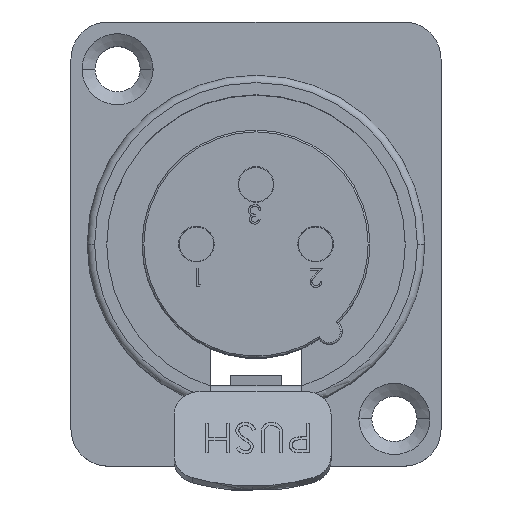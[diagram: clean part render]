
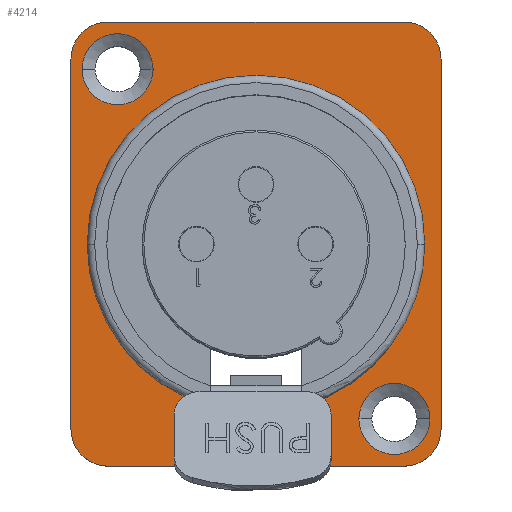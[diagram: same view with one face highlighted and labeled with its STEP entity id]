
A CAD part, top view. The second image highlights one B-rep face of the part: STEP entity #4214.
In plain terms, the highlighted planar face has unit normal (0, 0, 1).
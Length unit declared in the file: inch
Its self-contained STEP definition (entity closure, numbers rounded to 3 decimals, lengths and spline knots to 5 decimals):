
#589 = CARTESIAN_POINT ( 'NONE',  ( -0.5, -0.5, 0.092 ) ) ;
#597 = CARTESIAN_POINT ( 'NONE',  ( -0.4, 0.6, 0.092 ) ) ;
#604 = CARTESIAN_POINT ( 'NONE',  ( 0.5, -0.5, 0.092 ) ) ;
#607 = CARTESIAN_POINT ( 'NONE',  ( 0.4, 0.6, 0.092 ) ) ;
#608 = CARTESIAN_POINT ( 'NONE',  ( 0.4, -0.6, 0.092 ) ) ;
#609 = CARTESIAN_POINT ( 'NONE',  ( 0.5, 0.5, 0.092 ) ) ;
#722 = CARTESIAN_POINT ( 'NONE',  ( 0.1235, -0.43896, 0.092 ) ) ;
#1650 = CIRCLE ( 'NONE', #8393, 0.1 ) ;
#1684 = LINE ( 'NONE', #8305, #1690 ) ;
#1688 = LINE ( 'NONE', #8250, #1721 ) ;
#1690 = VECTOR ( 'NONE', #8302, 39.37008 ) ;
#1692 = LINE ( 'NONE', #8294, #1694 ) ;
#1694 = VECTOR ( 'NONE', #8291, 39.37008 ) ;
#1696 = CIRCLE ( 'NONE', #8394, 0.096 ) ;
#1700 = LINE ( 'NONE', #8271, #1705 ) ;
#1705 = VECTOR ( 'NONE', #8269, 39.37008 ) ;
#1716 = CIRCLE ( 'NONE', #8391, 0.456 ) ;
#1721 = VECTOR ( 'NONE', #8254, 39.37008 ) ;
#1728 = CIRCLE ( 'NONE', #8383, 0.1 ) ;
#1730 = CIRCLE ( 'NONE', #8384, 0.1 ) ;
#1755 = CIRCLE ( 'NONE', #8373, 0.096 ) ;
#1762 = CIRCLE ( 'NONE', #8371, 0.1 ) ;
#2074 = CIRCLE ( 'NONE', #6927, 0.096 ) ;
#2085 = CIRCLE ( 'NONE', #6923, 0.096 ) ;
#2105 = CIRCLE ( 'NONE', #6911, 0.456 ) ;
#2115 = CIRCLE ( 'NONE', #6905, 0.456 ) ;
#2139 = CIRCLE ( 'NONE', #6902, 0.456 ) ;
#2315 = VERTEX_POINT ( 'NONE', #3781 ) ;
#2413 = VERTEX_POINT ( 'NONE', #3684 ) ;
#2417 = VERTEX_POINT ( 'NONE', #3680 ) ;
#2425 = VERTEX_POINT ( 'NONE', #3672 ) ;
#2441 = VERTEX_POINT ( 'NONE', #3656 ) ;
#2442 = VERTEX_POINT ( 'NONE', #3655 ) ;
#2443 = VERTEX_POINT ( 'NONE', #3654 ) ;
#2444 = VERTEX_POINT ( 'NONE', #3653 ) ;
#2729 = EDGE_LOOP ( 'NONE', ( #2866, #2867, #2868, #2869 ) ) ;
#2730 = EDGE_LOOP ( 'NONE', ( #2856, #2857 ) ) ;
#2731 = EDGE_LOOP ( 'NONE', ( #2854, #2855 ) ) ;
#2734 = EDGE_LOOP ( 'NONE', ( #2858, #2859, #2860, #2861, #2862, #2863, #2864, #2865 ) ) ;
#2854 = ORIENTED_EDGE ( 'NONE', *, *, #7139, .T. ) ;
#2855 = ORIENTED_EDGE ( 'NONE', *, *, #7505, .T. ) ;
#2856 = ORIENTED_EDGE ( 'NONE', *, *, #7125, .T. ) ;
#2857 = ORIENTED_EDGE ( 'NONE', *, *, #7466, .T. ) ;
#2858 = ORIENTED_EDGE ( 'NONE', *, *, #7510, .T. ) ;
#2859 = ORIENTED_EDGE ( 'NONE', *, *, #7468, .T. ) ;
#2860 = ORIENTED_EDGE ( 'NONE', *, *, #7486, .T. ) ;
#2861 = ORIENTED_EDGE ( 'NONE', *, *, #7464, .T. ) ;
#2862 = ORIENTED_EDGE ( 'NONE', *, *, #7465, .T. ) ;
#2863 = ORIENTED_EDGE ( 'NONE', *, *, #7476, .T. ) ;
#2864 = ORIENTED_EDGE ( 'NONE', *, *, #7484, .T. ) ;
#2865 = ORIENTED_EDGE ( 'NONE', *, *, #7462, .T. ) ;
#2866 = ORIENTED_EDGE ( 'NONE', *, *, #7195, .F. ) ;
#2867 = ORIENTED_EDGE ( 'NONE', *, *, #7209, .F. ) ;
#2868 = ORIENTED_EDGE ( 'NONE', *, *, #7178, .F. ) ;
#2869 = ORIENTED_EDGE ( 'NONE', *, *, #7474, .F. ) ;
#3509 = CARTESIAN_POINT ( 'NONE',  ( -0.4, -0.6, 0.092 ) ) ;
#3653 = CARTESIAN_POINT ( 'NONE',  ( 0.47, -0.4725, 0.092 ) ) ;
#3654 = CARTESIAN_POINT ( 'NONE',  ( 0.278, -0.4725, 0.092 ) ) ;
#3655 = CARTESIAN_POINT ( 'NONE',  ( -0.278, 0.4725, 0.092 ) ) ;
#3656 = CARTESIAN_POINT ( 'NONE',  ( -0.47, 0.4725, 0.092 ) ) ;
#3672 = CARTESIAN_POINT ( 'NONE',  ( 0.456, 0., 0.092 ) ) ;
#3680 = CARTESIAN_POINT ( 'NONE',  ( -0.456, 0., 0.092 ) ) ;
#3684 = CARTESIAN_POINT ( 'NONE',  ( -0.1235, -0.43896, 0.092 ) ) ;
#3781 = CARTESIAN_POINT ( 'NONE',  ( -0.5, 0.5, 0.092 ) ) ;
#3956 = VERTEX_POINT ( 'NONE', #3509 ) ;
#4214 = ADVANCED_FACE ( 'NONE', ( #8616, #8623, #8619, #8613 ), #9584, .T. ) ;
#5124 = VERTEX_POINT ( 'NONE', #722 ) ;
#5330 = VERTEX_POINT ( 'NONE', #607 ) ;
#5332 = VERTEX_POINT ( 'NONE', #609 ) ;
#5333 = VERTEX_POINT ( 'NONE', #604 ) ;
#5335 = VERTEX_POINT ( 'NONE', #608 ) ;
#5349 = VERTEX_POINT ( 'NONE', #597 ) ;
#5350 = VERTEX_POINT ( 'NONE', #589 ) ;
#5392 = DIRECTION ( 'NONE',  ( 1., 0., 0. ) ) ;
#5394 = CARTESIAN_POINT ( 'NONE',  ( -0.374, 0.4725, 0.092 ) ) ;
#5683 = CARTESIAN_POINT ( 'NONE',  ( 0., 0., 0.092 ) ) ;
#5684 = DIRECTION ( 'NONE',  ( 0., 0., 1. ) ) ;
#5685 = DIRECTION ( 'NONE',  ( 1., 0., 0. ) ) ;
#5788 = DIRECTION ( 'NONE',  ( 0., 0., -1. ) ) ;
#6138 = CARTESIAN_POINT ( 'NONE',  ( 0., 0., 0.092 ) ) ;
#6155 = DIRECTION ( 'NONE',  ( 0., 0., -1. ) ) ;
#6166 = CARTESIAN_POINT ( 'NONE',  ( 0.374, -0.4725, 0.092 ) ) ;
#6168 = DIRECTION ( 'NONE',  ( 1., 0., 0. ) ) ;
#6173 = CARTESIAN_POINT ( 'NONE',  ( 0., 0., 0.092 ) ) ;
#6174 = DIRECTION ( 'NONE',  ( 0., 0., 1. ) ) ;
#6181 = DIRECTION ( 'NONE',  ( 1., 0., 0. ) ) ;
#6258 = DIRECTION ( 'NONE',  ( 0., 0., 1. ) ) ;
#6259 = DIRECTION ( 'NONE',  ( 1., 0., 0. ) ) ;
#6902 = AXIS2_PLACEMENT_3D ( 'NONE', #6173, #6174, #6181 ) ;
#6905 = AXIS2_PLACEMENT_3D ( 'NONE', #5683, #5684, #5685 ) ;
#6911 = AXIS2_PLACEMENT_3D ( 'NONE', #6138, #6258, #6259 ) ;
#6923 = AXIS2_PLACEMENT_3D ( 'NONE', #5394, #5788, #5392 ) ;
#6927 = AXIS2_PLACEMENT_3D ( 'NONE', #6166, #6155, #6168 ) ;
#7125 = EDGE_CURVE ( 'NONE', #2444, #2443, #2074, .T. ) ;
#7139 = EDGE_CURVE ( 'NONE', #2442, #2441, #2085, .T. ) ;
#7178 = EDGE_CURVE ( 'NONE', #2425, #2417, #2105, .T. ) ;
#7195 = EDGE_CURVE ( 'NONE', #2413, #5124, #2115, .T. ) ;
#7209 = EDGE_CURVE ( 'NONE', #2417, #2413, #2139, .T. ) ;
#7380 = AXIS2_PLACEMENT_3D ( 'NONE', #9612, #9698, #9594 ) ;
#7462 = EDGE_CURVE ( 'NONE', #5330, #5349, #1684, .T. ) ;
#7464 = EDGE_CURVE ( 'NONE', #3956, #5335, #1692, .T. ) ;
#7465 = EDGE_CURVE ( 'NONE', #5335, #5333, #1650, .T. ) ;
#7466 = EDGE_CURVE ( 'NONE', #2443, #2444, #1696, .T. ) ;
#7468 = EDGE_CURVE ( 'NONE', #2315, #5350, #1700, .T. ) ;
#7474 = EDGE_CURVE ( 'NONE', #5124, #2425, #1716, .T. ) ;
#7476 = EDGE_CURVE ( 'NONE', #5333, #5332, #1688, .T. ) ;
#7484 = EDGE_CURVE ( 'NONE', #5332, #5330, #1728, .T. ) ;
#7486 = EDGE_CURVE ( 'NONE', #5350, #3956, #1730, .T. ) ;
#7505 = EDGE_CURVE ( 'NONE', #2441, #2442, #1755, .T. ) ;
#7510 = EDGE_CURVE ( 'NONE', #5349, #2315, #1762, .T. ) ;
#8118 = DIRECTION ( 'NONE',  ( 1., 0., 0. ) ) ;
#8119 = DIRECTION ( 'NONE',  ( 0., 0., 1. ) ) ;
#8120 = CARTESIAN_POINT ( 'NONE',  ( -0.4, 0.5, 0.092 ) ) ;
#8134 = DIRECTION ( 'NONE',  ( 1., 0., 0. ) ) ;
#8135 = DIRECTION ( 'NONE',  ( 0., 0., -1. ) ) ;
#8137 = CARTESIAN_POINT ( 'NONE',  ( -0.374, 0.4725, 0.092 ) ) ;
#8207 = DIRECTION ( 'NONE',  ( 1., 0., 0. ) ) ;
#8208 = DIRECTION ( 'NONE',  ( 0., 0., 1. ) ) ;
#8209 = CARTESIAN_POINT ( 'NONE',  ( -0.4, -0.5, 0.092 ) ) ;
#8211 = DIRECTION ( 'NONE',  ( 1., 0., 0. ) ) ;
#8212 = DIRECTION ( 'NONE',  ( 0., 0., 1. ) ) ;
#8213 = CARTESIAN_POINT ( 'NONE',  ( 0.4, 0.5, 0.092 ) ) ;
#8250 = CARTESIAN_POINT ( 'NONE',  ( 0.5, 0.5, 0.092 ) ) ;
#8251 = DIRECTION ( 'NONE',  ( 1., 0., 0. ) ) ;
#8252 = DIRECTION ( 'NONE',  ( 0., 0., 1. ) ) ;
#8253 = CARTESIAN_POINT ( 'NONE',  ( 0., 0., 0.092 ) ) ;
#8254 = DIRECTION ( 'NONE',  ( 0., 1., 0. ) ) ;
#8269 = DIRECTION ( 'NONE',  ( 0., -1., 0. ) ) ;
#8271 = CARTESIAN_POINT ( 'NONE',  ( -0.5, 0.5, 0.092 ) ) ;
#8274 = DIRECTION ( 'NONE',  ( 1., 0., 0. ) ) ;
#8277 = DIRECTION ( 'NONE',  ( 0., 0., -1. ) ) ;
#8279 = CARTESIAN_POINT ( 'NONE',  ( 0.374, -0.4725, 0.092 ) ) ;
#8283 = DIRECTION ( 'NONE',  ( 1., 0., 0. ) ) ;
#8285 = DIRECTION ( 'NONE',  ( 0., 0., 1. ) ) ;
#8286 = CARTESIAN_POINT ( 'NONE',  ( 0.4, -0.5, 0.092 ) ) ;
#8291 = DIRECTION ( 'NONE',  ( 1., 0., 0. ) ) ;
#8294 = CARTESIAN_POINT ( 'NONE',  ( -0.4, -0.6, 0.092 ) ) ;
#8302 = DIRECTION ( 'NONE',  ( -1., 0., 0. ) ) ;
#8305 = CARTESIAN_POINT ( 'NONE',  ( -0.4, 0.6, 0.092 ) ) ;
#8371 = AXIS2_PLACEMENT_3D ( 'NONE', #8120, #8119, #8118 ) ;
#8373 = AXIS2_PLACEMENT_3D ( 'NONE', #8137, #8135, #8134 ) ;
#8383 = AXIS2_PLACEMENT_3D ( 'NONE', #8213, #8212, #8211 ) ;
#8384 = AXIS2_PLACEMENT_3D ( 'NONE', #8209, #8208, #8207 ) ;
#8391 = AXIS2_PLACEMENT_3D ( 'NONE', #8253, #8252, #8251 ) ;
#8393 = AXIS2_PLACEMENT_3D ( 'NONE', #8286, #8285, #8283 ) ;
#8394 = AXIS2_PLACEMENT_3D ( 'NONE', #8279, #8277, #8274 ) ;
#8613 = FACE_BOUND ( 'NONE', #2729, .T. ) ;
#8616 = FACE_BOUND ( 'NONE', #2731, .T. ) ;
#8619 = FACE_OUTER_BOUND ( 'NONE', #2734, .T. ) ;
#8623 = FACE_BOUND ( 'NONE', #2730, .T. ) ;
#9584 = PLANE ( 'NONE',  #7380 ) ;
#9594 = DIRECTION ( 'NONE',  ( 1., 0., 0. ) ) ;
#9612 = CARTESIAN_POINT ( 'NONE',  ( -0.4, 0.5, 0.092 ) ) ;
#9698 = DIRECTION ( 'NONE',  ( 0., 0., 1. ) ) ;
